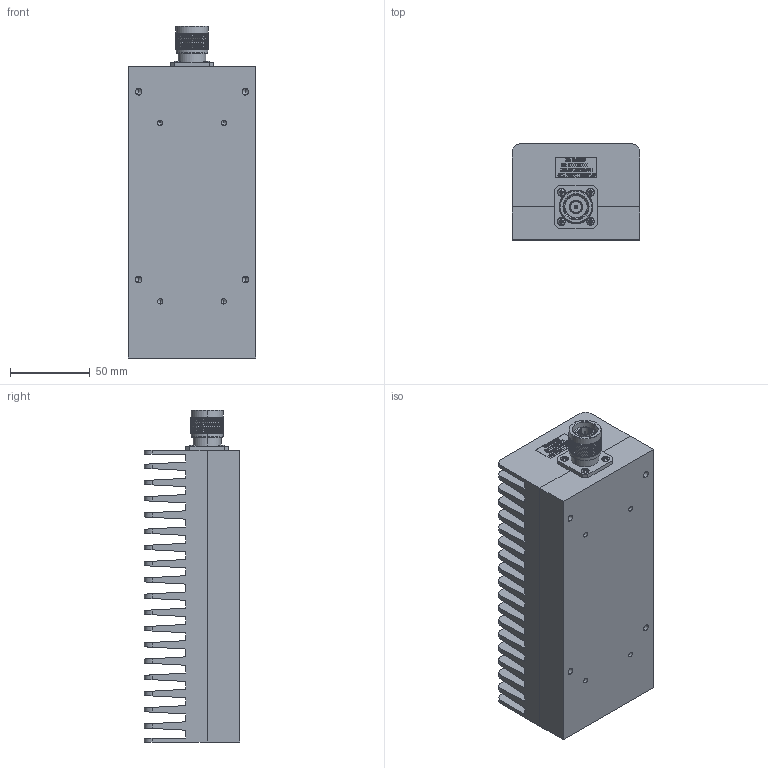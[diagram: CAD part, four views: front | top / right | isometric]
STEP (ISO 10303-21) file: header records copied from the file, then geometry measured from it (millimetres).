
FILE_DESCRIPTION (( 'STEP AP203' ), '1' );
FILE_NAME ('ST4N257_3D.STEP', '2022-08-02T22:25:38', ( '' ), ( '' ), 'SwSTEP 2.0', 'SolidWorks 2021', '' );
FILE_SCHEMA (( 'CONFIG_CONTROL_DESIGN' ));
Products named in the file (1): ST4N257_3D
Bounding box: 80 x 60 x 208.26 mm (x, y, z)
Volume: 650791 mm3; surface area: 130247.2 mm2
Topology: 1 solids, 7 shells, 3643 faces, 8331 edges, 4781 vertices
Faces by surface type: bspline 2194, plane 759, cylinder 637, cone 37, torus 8, sphere 8
Entity records: 156070 total; most frequent: CARTESIAN_POINT 97999, ORIENTED_EDGE 16630, EDGE_CURVE 8315, DIRECTION 6030, VERTEX_POINT 4781, EDGE_LOOP 3742, ADVANCED_FACE 3643, FACE_OUTER_BOUND 3643
